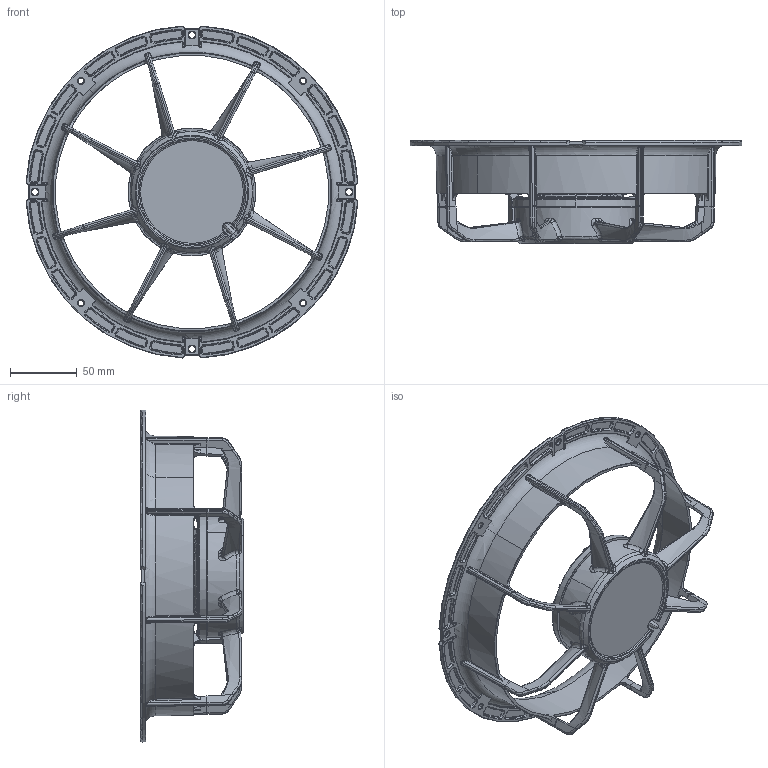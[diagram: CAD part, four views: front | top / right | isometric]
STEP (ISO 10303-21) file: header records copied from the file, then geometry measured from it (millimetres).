
FILE_DESCRIPTION (( 'STEP AP203' ), '1' );
FILE_NAME ('OE25079_m2.stp', '2025-01-21T18:31:50', ( '' ), ( '' ), 'SwSTEP 2.0', 'SolidWorks 2018', '' );
FILE_SCHEMA (( 'CONFIG_CONTROL_DESIGN' ));
Products named in the file (1): OE25079_m2
Bounding box: 249.56 x 77.5 x 249.56 mm (x, y, z)
Volume: 362721.7 mm3; surface area: 126930.5 mm2
Topology: 1 solids, 1 shells, 2374 faces, 5605 edges, 3220 vertices
Faces by surface type: bspline 1104, plane 396, cylinder 324, sphere 234, torus 187, cone 129
Entity records: 96556 total; most frequent: CARTESIAN_POINT 51590, ORIENTED_EDGE 11158, DIRECTION 6847, EDGE_CURVE 5579, VERTEX_POINT 3220, AXIS2_PLACEMENT_3D 2885, B_SPLINE_CURVE_WITH_KNOTS 2802, EDGE_LOOP 2419
